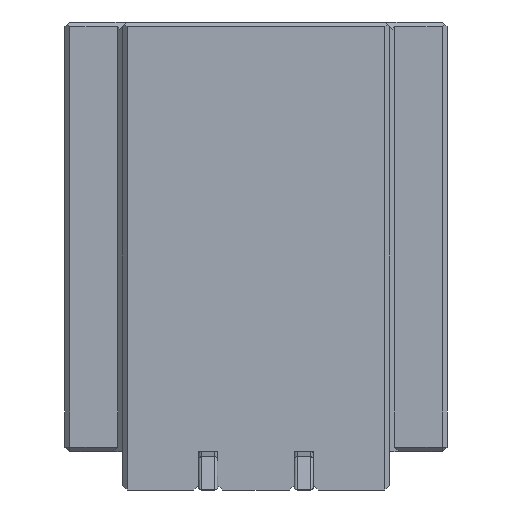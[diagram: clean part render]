
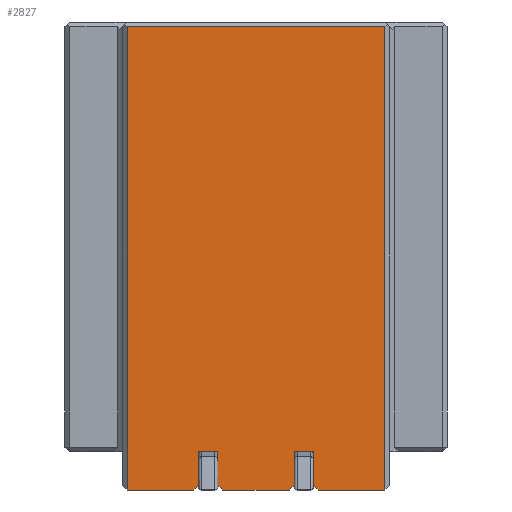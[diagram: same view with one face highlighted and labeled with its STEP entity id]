
A CAD part, front view. The second image highlights one B-rep face of the part: STEP entity #2827.
In plain terms, the highlighted planar face has unit normal (0, -1, 0).
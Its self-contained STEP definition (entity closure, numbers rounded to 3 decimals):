
#151=FACE_OUTER_BOUND('',#312,.T.);
#312=EDGE_LOOP('',(#2000,#2001,#2002,#2003,#2004,#2005,#2006,#2007,#2008,
#2009,#2010,#2011,#2012,#2013,#2014,#2015));
#540=LINE('',#4184,#906);
#542=LINE('',#4188,#908);
#547=LINE('',#4198,#913);
#548=LINE('',#4200,#914);
#549=LINE('',#4202,#915);
#550=LINE('',#4204,#916);
#551=LINE('',#4206,#917);
#552=LINE('',#4208,#918);
#553=LINE('',#4210,#919);
#554=LINE('',#4212,#920);
#555=LINE('',#4214,#921);
#556=LINE('',#4216,#922);
#557=LINE('',#4218,#923);
#558=LINE('',#4220,#924);
#559=LINE('',#4222,#925);
#560=LINE('',#4223,#926);
#906=VECTOR('',#3352,10.);
#908=VECTOR('',#3356,10.);
#913=VECTOR('',#3363,10.);
#914=VECTOR('',#3364,10.);
#915=VECTOR('',#3365,10.);
#916=VECTOR('',#3366,10.);
#917=VECTOR('',#3367,10.);
#918=VECTOR('',#3368,10.);
#919=VECTOR('',#3369,10.);
#920=VECTOR('',#3370,10.);
#921=VECTOR('',#3371,10.);
#922=VECTOR('',#3372,10.);
#923=VECTOR('',#3373,10.);
#924=VECTOR('',#3374,10.);
#925=VECTOR('',#3375,10.);
#926=VECTOR('',#3376,10.);
#1245=VERTEX_POINT('',#4181);
#1246=VERTEX_POINT('',#4183);
#1247=VERTEX_POINT('',#4187);
#1251=VERTEX_POINT('',#4197);
#1252=VERTEX_POINT('',#4199);
#1253=VERTEX_POINT('',#4201);
#1254=VERTEX_POINT('',#4203);
#1255=VERTEX_POINT('',#4205);
#1256=VERTEX_POINT('',#4207);
#1257=VERTEX_POINT('',#4209);
#1258=VERTEX_POINT('',#4211);
#1259=VERTEX_POINT('',#4213);
#1260=VERTEX_POINT('',#4215);
#1261=VERTEX_POINT('',#4217);
#1262=VERTEX_POINT('',#4219);
#1263=VERTEX_POINT('',#4221);
#1530=EDGE_CURVE('',#1245,#1246,#540,.T.);
#1532=EDGE_CURVE('',#1247,#1246,#542,.T.);
#1537=EDGE_CURVE('',#1245,#1251,#547,.T.);
#1538=EDGE_CURVE('',#1252,#1251,#548,.T.);
#1539=EDGE_CURVE('',#1253,#1252,#549,.T.);
#1540=EDGE_CURVE('',#1254,#1253,#550,.T.);
#1541=EDGE_CURVE('',#1254,#1255,#551,.T.);
#1542=EDGE_CURVE('',#1256,#1255,#552,.T.);
#1543=EDGE_CURVE('',#1256,#1257,#553,.T.);
#1544=EDGE_CURVE('',#1257,#1258,#554,.T.);
#1545=EDGE_CURVE('',#1258,#1259,#555,.T.);
#1546=EDGE_CURVE('',#1260,#1259,#556,.T.);
#1547=EDGE_CURVE('',#1260,#1261,#557,.T.);
#1548=EDGE_CURVE('',#1262,#1261,#558,.T.);
#1549=EDGE_CURVE('',#1262,#1263,#559,.T.);
#1550=EDGE_CURVE('',#1263,#1247,#560,.T.);
#2000=ORIENTED_EDGE('',*,*,#1530,.F.);
#2001=ORIENTED_EDGE('',*,*,#1537,.T.);
#2002=ORIENTED_EDGE('',*,*,#1538,.F.);
#2003=ORIENTED_EDGE('',*,*,#1539,.F.);
#2004=ORIENTED_EDGE('',*,*,#1540,.F.);
#2005=ORIENTED_EDGE('',*,*,#1541,.T.);
#2006=ORIENTED_EDGE('',*,*,#1542,.F.);
#2007=ORIENTED_EDGE('',*,*,#1543,.T.);
#2008=ORIENTED_EDGE('',*,*,#1544,.T.);
#2009=ORIENTED_EDGE('',*,*,#1545,.T.);
#2010=ORIENTED_EDGE('',*,*,#1546,.F.);
#2011=ORIENTED_EDGE('',*,*,#1547,.T.);
#2012=ORIENTED_EDGE('',*,*,#1548,.F.);
#2013=ORIENTED_EDGE('',*,*,#1549,.T.);
#2014=ORIENTED_EDGE('',*,*,#1550,.T.);
#2015=ORIENTED_EDGE('',*,*,#1532,.T.);
#2708=PLANE('',#3016);
#2827=ADVANCED_FACE('',(#151),#2708,.T.);
#3016=AXIS2_PLACEMENT_3D('',#4196,#3361,#3362);
#3352=DIRECTION('',(-0.707,0.,0.707));
#3356=DIRECTION('',(0.,0.,-1.));
#3361=DIRECTION('center_axis',(0.,-1.,0.));
#3362=DIRECTION('ref_axis',(1.,0.,0.));
#3363=DIRECTION('',(1.,0.,0.));
#3364=DIRECTION('',(0.,0.,-1.));
#3365=DIRECTION('',(1.,0.,0.));
#3366=DIRECTION('',(0.,0.,1.));
#3367=DIRECTION('',(1.,0.,0.));
#3368=DIRECTION('',(-0.707,0.,-0.707));
#3369=DIRECTION('',(0.,0.,1.));
#3370=DIRECTION('',(1.,0.,0.));
#3371=DIRECTION('',(0.,0.,-1.));
#3372=DIRECTION('',(-0.707,0.,0.707));
#3373=DIRECTION('',(1.,0.,0.));
#3374=DIRECTION('',(-0.707,0.,-0.707));
#3375=DIRECTION('',(0.,0.,1.));
#3376=DIRECTION('',(1.,0.,0.));
#4181=CARTESIAN_POINT('',(2.65,0.,0.));
#4183=CARTESIAN_POINT('',(2.6,0.,0.05));
#4184=CARTESIAN_POINT('',(1.975,0.,0.675));
#4187=CARTESIAN_POINT('',(2.6,0.,0.4));
#4188=CARTESIAN_POINT('',(2.6,0.,0.));
#4196=CARTESIAN_POINT('Origin',(0.,0.,0.));
#4197=CARTESIAN_POINT('',(3.35,0.,0.));
#4198=CARTESIAN_POINT('',(0.,0.,0.));
#4199=CARTESIAN_POINT('',(3.35,0.,4.85));
#4200=CARTESIAN_POINT('',(3.35,0.,2.45));
#4201=CARTESIAN_POINT('',(0.65,0.,4.85));
#4202=CARTESIAN_POINT('',(1.,0.,4.85));
#4203=CARTESIAN_POINT('',(0.65,0.,0.));
#4204=CARTESIAN_POINT('',(0.65,0.,2.45));
#4205=CARTESIAN_POINT('',(1.35,0.,0.));
#4206=CARTESIAN_POINT('',(0.,0.,0.));
#4207=CARTESIAN_POINT('',(1.4,0.,0.05));
#4208=CARTESIAN_POINT('',(1.025,0.,-0.325));
#4209=CARTESIAN_POINT('',(1.4,0.,0.4));
#4210=CARTESIAN_POINT('',(1.4,0.,0.));
#4211=CARTESIAN_POINT('',(1.6,0.,0.4));
#4212=CARTESIAN_POINT('',(1.,0.,0.4));
#4213=CARTESIAN_POINT('',(1.6,0.,0.05));
#4214=CARTESIAN_POINT('',(1.6,0.,0.));
#4215=CARTESIAN_POINT('',(1.65,0.,0.));
#4216=CARTESIAN_POINT('',(1.225,0.,0.425));
#4217=CARTESIAN_POINT('',(2.35,0.,0.));
#4218=CARTESIAN_POINT('',(0.,0.,0.));
#4219=CARTESIAN_POINT('',(2.4,0.,0.05));
#4220=CARTESIAN_POINT('',(1.775,0.,-0.575));
#4221=CARTESIAN_POINT('',(2.4,0.,0.4));
#4222=CARTESIAN_POINT('',(2.4,0.,0.));
#4223=CARTESIAN_POINT('',(1.,0.,0.4));
